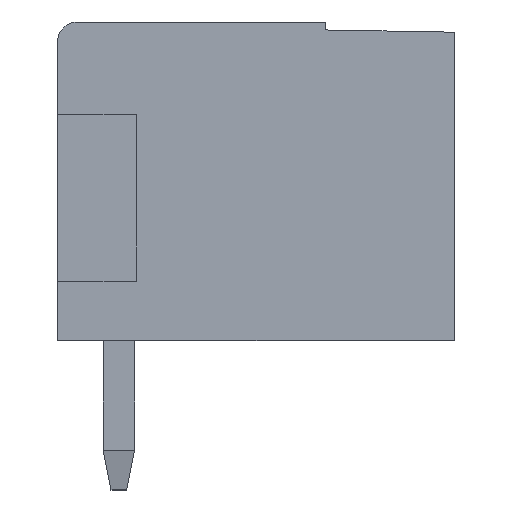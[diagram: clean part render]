
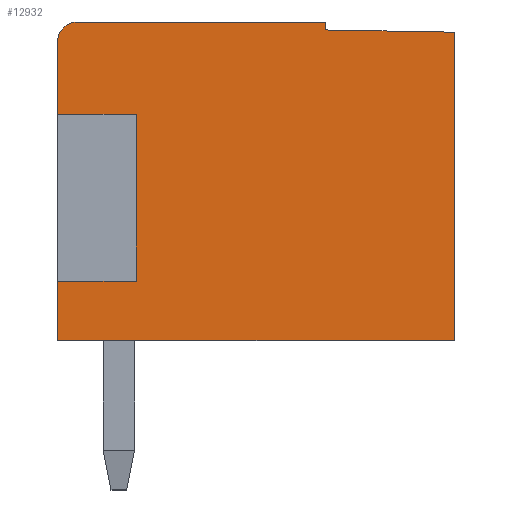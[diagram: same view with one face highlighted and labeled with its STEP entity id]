
A CAD part, top view. The second image highlights one B-rep face of the part: STEP entity #12932.
In plain terms, the highlighted planar face has unit normal (0, 0, 1).
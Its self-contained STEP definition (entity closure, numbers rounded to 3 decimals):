
#141=DIRECTION('',(-1.,0.,0.));
#142=VECTOR('',#141,6.326);
#143=CARTESIAN_POINT('',(-13.889,8.199,168.212));
#144=LINE('',#143,#142);
#4590=DIRECTION('',(0.,-1.,0.));
#4591=VECTOR('',#4590,7.84);
#4592=CARTESIAN_POINT('',(-10.615,7.94,168.212));
#4593=LINE('',#4592,#4591);
#4594=DIRECTION('',(-1.,0.,0.));
#4595=VECTOR('',#4594,10.1);
#4596=CARTESIAN_POINT('',(-10.615,0.099,
168.212));
#4597=LINE('',#4596,#4595);
#4598=DIRECTION('',(0.,1.,0.));
#4599=VECTOR('',#4598,1.5);
#4600=CARTESIAN_POINT('',(-20.715,0.099,
168.212));
#4601=LINE('',#4600,#4599);
#4602=DIRECTION('',(1.,0.,0.));
#4603=VECTOR('',#4602,2.);
#4604=CARTESIAN_POINT('',(-20.715,1.599,168.212));
#4605=LINE('',#4604,#4603);
#4606=DIRECTION('',(0.,1.,0.));
#4607=VECTOR('',#4606,1.85);
#4608=CARTESIAN_POINT('',(-20.715,5.849,168.212));
#4609=LINE('',#4608,#4607);
#4610=CARTESIAN_POINT('',(-20.215,7.699,168.212));
#4611=DIRECTION('',(0.,0.,-1.));
#4612=DIRECTION('',(-1.,0.,0.));
#4613=AXIS2_PLACEMENT_3D('',#4610,#4611,#4612);
#4615=DIRECTION('',(0.,-1.,0.));
#4616=VECTOR('',#4615,0.202);
#4617=CARTESIAN_POINT('',(-13.889,8.199,168.212));
#4618=LINE('',#4617,#4616);
#4619=DIRECTION('',(1.,-0.017,0.));
#4620=VECTOR('',#4619,3.274);
#4621=CARTESIAN_POINT('',(-13.889,7.997,168.212));
#4622=LINE('',#4621,#4620);
#4651=DIRECTION('',(1.,0.,0.));
#4652=VECTOR('',#4651,2.);
#4653=CARTESIAN_POINT('',(-20.715,5.849,168.212));
#4654=LINE('',#4653,#4652);
#4659=DIRECTION('',(0.,-1.,0.));
#4660=VECTOR('',#4659,4.25);
#4661=CARTESIAN_POINT('',(-18.715,5.849,168.212));
#4662=LINE('',#4661,#4660);
#4663=CARTESIAN_POINT('',(-10.615,7.94,168.212));
#4664=CARTESIAN_POINT('',(-10.615,0.099,
168.212));
#4665=VERTEX_POINT('',#4663);
#4666=VERTEX_POINT('',#4664);
#4899=CARTESIAN_POINT('',(-20.715,5.849,168.212));
#4900=CARTESIAN_POINT('',(-20.715,7.699,168.212));
#4901=VERTEX_POINT('',#4899);
#4902=VERTEX_POINT('',#4900);
#4907=CARTESIAN_POINT('',(-20.715,1.599,168.212));
#4908=VERTEX_POINT('',#4907);
#4909=CARTESIAN_POINT('',(-20.715,0.099,
168.212));
#4910=VERTEX_POINT('',#4909);
#4939=CARTESIAN_POINT('',(-20.215,8.199,168.212));
#4940=VERTEX_POINT('',#4939);
#4941=CARTESIAN_POINT('',(-13.889,8.199,168.212));
#4942=VERTEX_POINT('',#4941);
#4943=CARTESIAN_POINT('',(-13.889,7.997,168.212));
#4944=VERTEX_POINT('',#4943);
#4945=CARTESIAN_POINT('',(-18.715,1.599,168.212));
#4946=VERTEX_POINT('',#4945);
#4947=CARTESIAN_POINT('',(-18.715,5.849,168.212));
#4948=VERTEX_POINT('',#4947);
#12911=CARTESIAN_POINT('',(-10.615,0.099,
168.212));
#12912=DIRECTION('',(0.,0.,-1.));
#12913=DIRECTION('',(0.,1.,0.));
#12914=AXIS2_PLACEMENT_3D('',#12911,#12912,#12913);
#12915=PLANE('',#12914);
#12916=ORIENTED_EDGE('',*,*,#6113,.T.);
#12917=ORIENTED_EDGE('',*,*,#6734,.T.);
#12918=ORIENTED_EDGE('',*,*,#6318,.T.);
#12920=ORIENTED_EDGE('',*,*,#12919,.T.);
#12922=ORIENTED_EDGE('',*,*,#12921,.F.);
#12924=ORIENTED_EDGE('',*,*,#12923,.F.);
#12925=ORIENTED_EDGE('',*,*,#6310,.T.);
#12926=ORIENTED_EDGE('',*,*,#6275,.T.);
#12927=ORIENTED_EDGE('',*,*,#6260,.F.);
#12928=ORIENTED_EDGE('',*,*,#6245,.T.);
#12929=ORIENTED_EDGE('',*,*,#6230,.T.);
#12930=EDGE_LOOP('',(#12916,#12917,#12918,#12920,#12922,#12924,#12925,#12926,
#12927,#12928,#12929));
#12931=FACE_OUTER_BOUND('',#12930,.F.);
#4614=CIRCLE('',#4613,0.5);
#6113=EDGE_CURVE('',#4665,#4666,#4593,.T.);
#6230=EDGE_CURVE('',#4944,#4665,#4622,.T.);
#6245=EDGE_CURVE('',#4942,#4944,#4618,.T.);
#6260=EDGE_CURVE('',#4942,#4940,#144,.T.);
#6275=EDGE_CURVE('',#4902,#4940,#4614,.T.);
#6310=EDGE_CURVE('',#4901,#4902,#4609,.T.);
#6318=EDGE_CURVE('',#4910,#4908,#4601,.T.);
#6734=EDGE_CURVE('',#4666,#4910,#4597,.T.);
#12919=EDGE_CURVE('',#4908,#4946,#4605,.T.);
#12921=EDGE_CURVE('',#4948,#4946,#4662,.T.);
#12923=EDGE_CURVE('',#4901,#4948,#4654,.T.);
#12932=ADVANCED_FACE('',(#12931),#12915,.F.);
